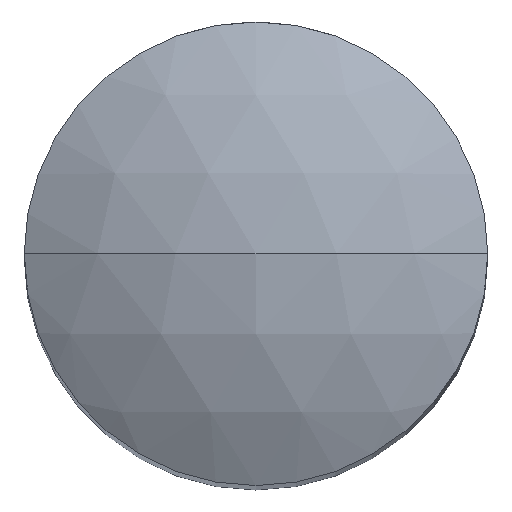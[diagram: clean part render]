
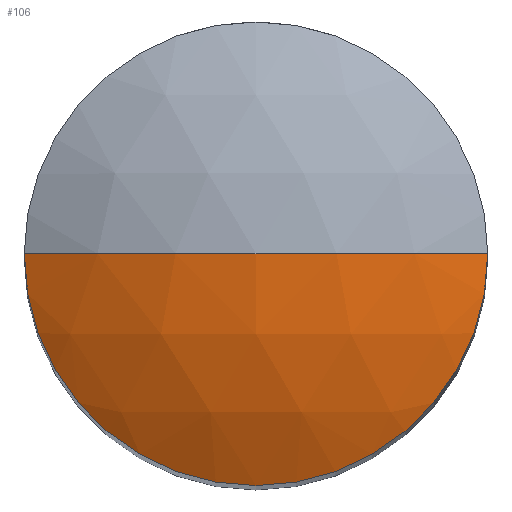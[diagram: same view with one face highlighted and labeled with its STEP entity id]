
A CAD part, top view. The second image highlights one B-rep face of the part: STEP entity #106.
In plain terms, the highlighted spherical face has radius 2.5 mm.
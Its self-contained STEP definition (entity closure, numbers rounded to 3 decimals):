
#66 = DIRECTION ( 'NONE',  ( 0., 0., 1. ) ) ;
#106 = ADVANCED_FACE ( 'NONE', ( #582 ), #878, .T. ) ;
#117 = ORIENTED_EDGE ( 'NONE', *, *, #190, .F. ) ;
#119 = CARTESIAN_POINT ( 'NONE',  ( 1.25, 0., 7.165 ) ) ;
#126 = CARTESIAN_POINT ( 'NONE',  ( -1.25, 0., 7.165 ) ) ;
#164 = AXIS2_PLACEMENT_3D ( 'NONE', #870, #505, #66 ) ;
#168 = DIRECTION ( 'NONE',  ( -1., 0., 0. ) ) ;
#180 = DIRECTION ( 'NONE',  ( 0., 0., -1. ) ) ;
#190 = EDGE_CURVE ( 'NONE', #241, #773, #779, .T. ) ;
#217 = DIRECTION ( 'NONE',  ( 1., 0., 0. ) ) ;
#219 = EDGE_CURVE ( 'NONE', #277, #773, #448, .T. ) ;
#240 = AXIS2_PLACEMENT_3D ( 'NONE', #269, #745, #217 ) ;
#241 = VERTEX_POINT ( 'NONE', #119 ) ;
#262 = AXIS2_PLACEMENT_3D ( 'NONE', #798, #180, #168 ) ;
#269 = CARTESIAN_POINT ( 'NONE',  ( 0., 0., 5. ) ) ;
#277 = VERTEX_POINT ( 'NONE', #453 ) ;
#298 = AXIS2_PLACEMENT_3D ( 'NONE', #349, #847, #666 ) ;
#349 = CARTESIAN_POINT ( 'NONE',  ( 0., 0., 5. ) ) ;
#393 = EDGE_CURVE ( 'NONE', #277, #241, #730, .T. ) ;
#448 = CIRCLE ( 'NONE', #240, 2.5 ) ;
#453 = CARTESIAN_POINT ( 'NONE',  ( 0., 0., 7.5 ) ) ;
#505 = DIRECTION ( 'NONE',  ( 0., 1., 0. ) ) ;
#509 = ORIENTED_EDGE ( 'NONE', *, *, #219, .T. ) ;
#582 = FACE_OUTER_BOUND ( 'NONE', #684, .T. ) ;
#666 = DIRECTION ( 'NONE',  ( 1., 0., 0. ) ) ;
#684 = EDGE_LOOP ( 'NONE', ( #751, #509, #117 ) ) ;
#730 = CIRCLE ( 'NONE', #164, 2.5 ) ;
#745 = DIRECTION ( 'NONE',  ( 0., -1., 0. ) ) ;
#751 = ORIENTED_EDGE ( 'NONE', *, *, #393, .F. ) ;
#773 = VERTEX_POINT ( 'NONE', #126 ) ;
#779 = CIRCLE ( 'NONE', #262, 1.25 ) ;
#798 = CARTESIAN_POINT ( 'NONE',  ( 0., 0., 7.165 ) ) ;
#847 = DIRECTION ( 'NONE',  ( 0., -1., 0. ) ) ;
#870 = CARTESIAN_POINT ( 'NONE',  ( 0., 0., 5. ) ) ;
#878 = SPHERICAL_SURFACE ( 'NONE', #298, 2.5 ) ;
